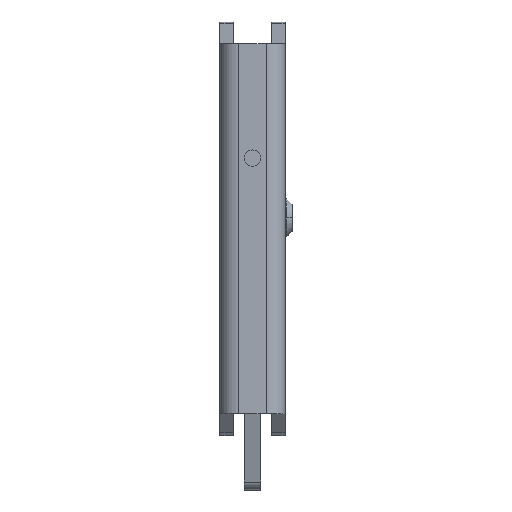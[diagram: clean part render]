
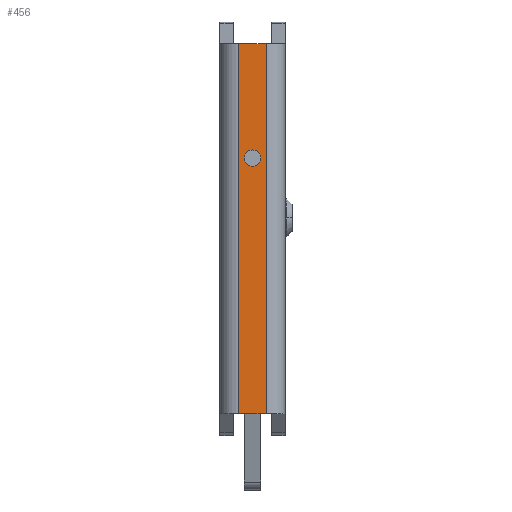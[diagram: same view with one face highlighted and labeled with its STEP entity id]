
A CAD part, left-side view. The second image highlights one B-rep face of the part: STEP entity #456.
In plain terms, the highlighted face is planar.
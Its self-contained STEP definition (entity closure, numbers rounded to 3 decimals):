
#110 = AXIS2_PLACEMENT_3D ( 'NONE', #3611, #3612, #3613 ) ;
#112 = FACE_OUTER_BOUND ( 'NONE', #755, .T. ) ;
#117 = FACE_BOUND ( 'NONE', #754, .T. ) ;
#177 = AXIS2_PLACEMENT_3D ( 'NONE', #3015, #3016, #3017 ) ;
#215 = AXIS2_PLACEMENT_3D ( 'NONE', #3066, #1321, #1322 ) ;
#260 = VERTEX_POINT ( 'NONE', #3472 ) ;
#262 = VERTEX_POINT ( 'NONE', #3474 ) ;
#456 = ADVANCED_FACE ( 'NONE', ( #117, #112 ), #3610, .F. ) ;
#754 = EDGE_LOOP ( 'NONE', ( #1207, #1205 ) ) ;
#755 = EDGE_LOOP ( 'NONE', ( #1196, #1194, #1206, #1195 ) ) ;
#981 = VERTEX_POINT ( 'NONE', #2967 ) ;
#982 = VERTEX_POINT ( 'NONE', #2968 ) ;
#983 = VERTEX_POINT ( 'NONE', #2969 ) ;
#984 = VERTEX_POINT ( 'NONE', #2970 ) ;
#1194 = ORIENTED_EDGE ( 'NONE', *, *, #3747, .F. ) ;
#1195 = ORIENTED_EDGE ( 'NONE', *, *, #3763, .T. ) ;
#1196 = ORIENTED_EDGE ( 'NONE', *, *, #3749, .T. ) ;
#1205 = ORIENTED_EDGE ( 'NONE', *, *, #2079, .T. ) ;
#1206 = ORIENTED_EDGE ( 'NONE', *, *, #3746, .F. ) ;
#1207 = ORIENTED_EDGE ( 'NONE', *, *, #1313, .T. ) ;
#1313 = EDGE_CURVE ( 'NONE', #260, #262, #3202, .T. ) ;
#1321 = DIRECTION ( 'NONE',  ( 0., 1., 0. ) ) ;
#1322 = DIRECTION ( 'NONE',  ( 0., 0., 1. ) ) ;
#1627 = VECTOR ( 'NONE', #2303, 1000. ) ;
#1799 = VECTOR ( 'NONE', #2300, 1000. ) ;
#1893 = VECTOR ( 'NONE', #2351, 1000. ) ;
#1908 = VECTOR ( 'NONE', #2309, 1000. ) ;
#2079 = EDGE_CURVE ( 'NONE', #262, #260, #3210, .T. ) ;
#2298 = LINE ( 'NONE', #2299, #1799 ) ;
#2299 = CARTESIAN_POINT ( 'NONE',  ( 40., -10., -2.5 ) ) ;
#2300 = DIRECTION ( 'NONE',  ( -1., 0., 0. ) ) ;
#2301 = LINE ( 'NONE', #2302, #1627 ) ;
#2302 = CARTESIAN_POINT ( 'NONE',  ( -36., -10., -6. ) ) ;
#2303 = DIRECTION ( 'NONE',  ( 0., 0., 1. ) ) ;
#2307 = LINE ( 'NONE', #2308, #1908 ) ;
#2308 = CARTESIAN_POINT ( 'NONE',  ( 40., -10., 2.5 ) ) ;
#2309 = DIRECTION ( 'NONE',  ( -1., 0., 0. ) ) ;
#2349 = LINE ( 'NONE', #2350, #1893 ) ;
#2350 = CARTESIAN_POINT ( 'NONE',  ( 32., -10., -6. ) ) ;
#2351 = DIRECTION ( 'NONE',  ( 0., 0., 1. ) ) ;
#2967 = CARTESIAN_POINT ( 'NONE',  ( -36., -10., 2.5 ) ) ;
#2968 = CARTESIAN_POINT ( 'NONE',  ( 32., -10., 2.5 ) ) ;
#2969 = CARTESIAN_POINT ( 'NONE',  ( -36., -10., -2.5 ) ) ;
#2970 = CARTESIAN_POINT ( 'NONE',  ( 32., -10., -2.5 ) ) ;
#3015 = CARTESIAN_POINT ( 'NONE',  ( 11., -10., 0. ) ) ;
#3016 = DIRECTION ( 'NONE',  ( 0., 1., 0. ) ) ;
#3017 = DIRECTION ( 'NONE',  ( 0., 0., 1. ) ) ;
#3066 = CARTESIAN_POINT ( 'NONE',  ( 11., -10., 0. ) ) ;
#3202 = CIRCLE ( 'NONE', #177, 1.5 ) ;
#3210 = CIRCLE ( 'NONE', #215, 1.5 ) ;
#3472 = CARTESIAN_POINT ( 'NONE',  ( 11., -10., 1.5 ) ) ;
#3474 = CARTESIAN_POINT ( 'NONE',  ( 11., -10., -1.5 ) ) ;
#3610 = PLANE ( 'NONE',  #110 ) ;
#3611 = CARTESIAN_POINT ( 'NONE',  ( 40., -10., -2.5 ) ) ;
#3612 = DIRECTION ( 'NONE',  ( 0., 1., 0. ) ) ;
#3613 = DIRECTION ( 'NONE',  ( 0., 0., 1. ) ) ;
#3746 = EDGE_CURVE ( 'NONE', #984, #983, #2298, .T. ) ;
#3747 = EDGE_CURVE ( 'NONE', #983, #981, #2301, .T. ) ;
#3749 = EDGE_CURVE ( 'NONE', #982, #981, #2307, .T. ) ;
#3763 = EDGE_CURVE ( 'NONE', #984, #982, #2349, .T. ) ;
